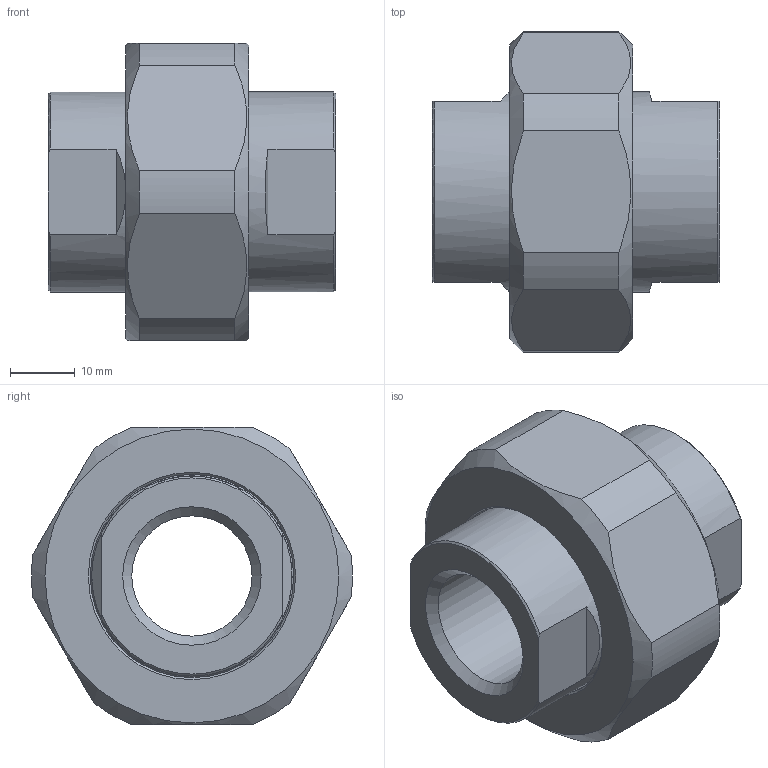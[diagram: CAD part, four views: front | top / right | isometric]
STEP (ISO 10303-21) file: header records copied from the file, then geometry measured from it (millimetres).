
FILE_DESCRIPTION(/* description */ (''),/* implementation_level */ '2;1');
FILE_NAME(/* name */ '3D_R666-DN15-DN32-DN15_171130044.stp',/* time_stamp */ '2021-07-02T14:50:23+02:00',/* author */ ('cad'),/* organization */ (''),/* preprocessor_version */ 'ST-DEVELOPER v18.1',/* originating_system */ 'Autodesk Inventor 2022',/* authorisation */ '');
FILE_SCHEMA (('AUTOMOTIVE_DESIGN { 1 0 10303 214 3 1 1 }'));
Length unit declared in the file: millimetre
Products named in the file (4): 3D_R666-DN15-DN32-DN15_171130044; 3D_R666-M-DN32_17113940; 3D_R666-G-DN15-DN32_17113535; 3D_R666-E-DN15-DN32_17113135
Assembly tree (3 placements, depth 2):
  3D_R666-DN15-DN32-DN15_171130044
    3D_R666-M-DN32_17113940
    3D_R666-G-DN15-DN32_17113535
    3D_R666-E-DN15-DN32_17113135
Bounding box: 44.5 x 49.67 x 46 mm (x, y, z)
Volume: 39268.1 mm3; surface area: 17126.9 mm2
Topology: 3 solids, 3 shells, 57 faces, 143 edges, 94 vertices
Faces by surface type: plane 22, cone 18, cylinder 14, torus 3
Full cylindrical faces by diameter (mm): 18.631 x2, 31 x2, 31.5 x1, 38 x1, 38.952 x1, 41.8 x1
Entity records: 1873 total; most frequent: CARTESIAN_POINT 341, DIRECTION 324, ORIENTED_EDGE 286, EDGE_CURVE 143, AXIS2_PLACEMENT_3D 137, VERTEX_POINT 94, CIRCLE 69, EDGE_LOOP 65
